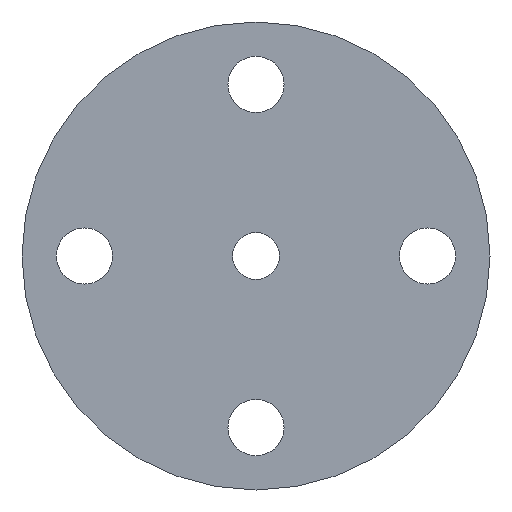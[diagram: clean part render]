
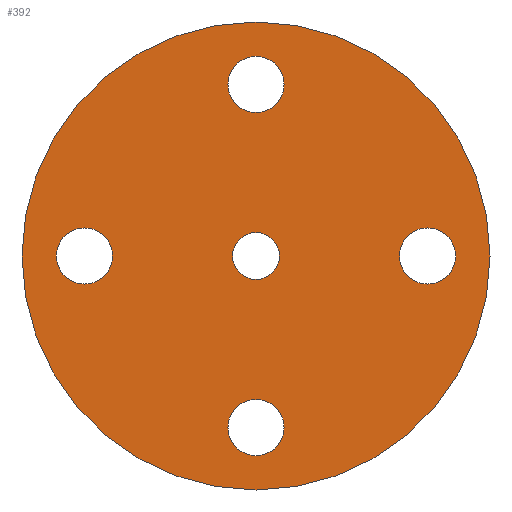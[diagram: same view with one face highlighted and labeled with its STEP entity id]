
A CAD part, front view. The second image highlights one B-rep face of the part: STEP entity #392.
In plain terms, the highlighted planar face has unit normal (0, -1, 0).
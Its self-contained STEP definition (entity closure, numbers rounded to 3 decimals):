
#6 = CARTESIAN_POINT ( 'NONE',  ( 0., 0., -55. ) ) ;
#17 = ORIENTED_EDGE ( 'NONE', *, *, #590, .T. ) ;
#33 = DIRECTION ( 'NONE',  ( 0., 1., 0. ) ) ;
#38 = ORIENTED_EDGE ( 'NONE', *, *, #640, .T. ) ;
#39 = EDGE_CURVE ( 'NONE', #485, #76, #416, .T. ) ;
#47 = CARTESIAN_POINT ( 'NONE',  ( 0., 0., -46. ) ) ;
#54 = DIRECTION ( 'NONE',  ( 0., -1., 0. ) ) ;
#60 = DIRECTION ( 'NONE',  ( 0., 1., 0. ) ) ;
#63 = CARTESIAN_POINT ( 'NONE',  ( 0., 0., 0. ) ) ;
#66 = DIRECTION ( 'NONE',  ( 0., 0., -1. ) ) ;
#71 = VERTEX_POINT ( 'NONE', #47 ) ;
#76 = VERTEX_POINT ( 'NONE', #215 ) ;
#77 = AXIS2_PLACEMENT_3D ( 'NONE', #382, #562, #217 ) ;
#93 = AXIS2_PLACEMENT_3D ( 'NONE', #411, #595, #403 ) ;
#97 = DIRECTION ( 'NONE',  ( 0., 0., 1. ) ) ;
#98 = DIRECTION ( 'NONE',  ( 0., 1., 0. ) ) ;
#101 = AXIS2_PLACEMENT_3D ( 'NONE', #6, #667, #317 ) ;
#102 = AXIS2_PLACEMENT_3D ( 'NONE', #371, #700, #705 ) ;
#126 = FACE_BOUND ( 'NONE', #604, .T. ) ;
#134 = AXIS2_PLACEMENT_3D ( 'NONE', #674, #179, #570 ) ;
#141 = VERTEX_POINT ( 'NONE', #363 ) ;
#143 = DIRECTION ( 'NONE',  ( 0., 0., 1. ) ) ;
#145 = AXIS2_PLACEMENT_3D ( 'NONE', #436, #54, #374 ) ;
#146 = CIRCLE ( 'NONE', #145, 7.5 ) ;
#153 = CARTESIAN_POINT ( 'NONE',  ( 55., 0., -9. ) ) ;
#161 = CARTESIAN_POINT ( 'NONE',  ( 0., 0., 75. ) ) ;
#175 = EDGE_CURVE ( 'NONE', #71, #457, #177, .T. ) ;
#177 = CIRCLE ( 'NONE', #101, 9. ) ;
#179 = DIRECTION ( 'NONE',  ( 0., 1., 0. ) ) ;
#187 = EDGE_LOOP ( 'NONE', ( #636, #401 ) ) ;
#189 = ORIENTED_EDGE ( 'NONE', *, *, #213, .T. ) ;
#191 = CIRCLE ( 'NONE', #275, 9. ) ;
#193 = FACE_BOUND ( 'NONE', #690, .T. ) ;
#200 = EDGE_CURVE ( 'NONE', #76, #485, #499, .T. ) ;
#208 = EDGE_CURVE ( 'NONE', #141, #675, #146, .T. ) ;
#213 = EDGE_CURVE ( 'NONE', #410, #250, #643, .T. ) ;
#215 = CARTESIAN_POINT ( 'NONE',  ( 0., 0., 46. ) ) ;
#217 = DIRECTION ( 'NONE',  ( 0., 0., -1. ) ) ;
#220 = DIRECTION ( 'NONE',  ( 0., 0., 1. ) ) ;
#229 = FACE_BOUND ( 'NONE', #187, .T. ) ;
#238 = ORIENTED_EDGE ( 'NONE', *, *, #326, .T. ) ;
#248 = DIRECTION ( 'NONE',  ( 0., 1., 0. ) ) ;
#250 = VERTEX_POINT ( 'NONE', #267 ) ;
#252 = VERTEX_POINT ( 'NONE', #558 ) ;
#253 = EDGE_CURVE ( 'NONE', #377, #290, #543, .T. ) ;
#267 = CARTESIAN_POINT ( 'NONE',  ( -55., 0., -9. ) ) ;
#273 = DIRECTION ( 'NONE',  ( 0., -1., 0. ) ) ;
#275 = AXIS2_PLACEMENT_3D ( 'NONE', #635, #98, #143 ) ;
#277 = CARTESIAN_POINT ( 'NONE',  ( -55., 0., 9. ) ) ;
#278 = DIRECTION ( 'NONE',  ( 0., 0., 1. ) ) ;
#290 = VERTEX_POINT ( 'NONE', #161 ) ;
#306 = DIRECTION ( 'NONE',  ( 0., 0., 1. ) ) ;
#317 = DIRECTION ( 'NONE',  ( 0., 0., 1. ) ) ;
#321 = CIRCLE ( 'NONE', #427, 75. ) ;
#326 = EDGE_CURVE ( 'NONE', #457, #71, #439, .T. ) ;
#328 = AXIS2_PLACEMENT_3D ( 'NONE', #548, #488, #97 ) ;
#330 = CARTESIAN_POINT ( 'NONE',  ( 0., 0., 55. ) ) ;
#348 = ORIENTED_EDGE ( 'NONE', *, *, #253, .T. ) ;
#350 = CARTESIAN_POINT ( 'NONE',  ( 0., 0., -55. ) ) ;
#363 = CARTESIAN_POINT ( 'NONE',  ( 0., 0., 7.5 ) ) ;
#371 = CARTESIAN_POINT ( 'NONE',  ( 55., 0., 0. ) ) ;
#374 = DIRECTION ( 'NONE',  ( 0., 0., -1. ) ) ;
#377 = VERTEX_POINT ( 'NONE', #622 ) ;
#382 = CARTESIAN_POINT ( 'NONE',  ( 0., 0., 0. ) ) ;
#391 = DIRECTION ( 'NONE',  ( 0., 0., 1. ) ) ;
#392 = ADVANCED_FACE ( 'NONE', ( #686, #193, #229, #126, #405, #451 ), #637, .F. ) ;
#398 = EDGE_LOOP ( 'NONE', ( #348, #17 ) ) ;
#401 = ORIENTED_EDGE ( 'NONE', *, *, #669, .T. ) ;
#402 = CIRCLE ( 'NONE', #102, 9. ) ;
#403 = DIRECTION ( 'NONE',  ( 0., 0., -1. ) ) ;
#405 = FACE_BOUND ( 'NONE', #642, .T. ) ;
#410 = VERTEX_POINT ( 'NONE', #277 ) ;
#411 = CARTESIAN_POINT ( 'NONE',  ( 0., 0., 0. ) ) ;
#416 = CIRCLE ( 'NONE', #328, 9. ) ;
#419 = ORIENTED_EDGE ( 'NONE', *, *, #39, .T. ) ;
#425 = CARTESIAN_POINT ( 'NONE',  ( 0., 0., 64. ) ) ;
#427 = AXIS2_PLACEMENT_3D ( 'NONE', #63, #273, #66 ) ;
#436 = CARTESIAN_POINT ( 'NONE',  ( 0., 0., 0. ) ) ;
#439 = CIRCLE ( 'NONE', #633, 9. ) ;
#447 = CARTESIAN_POINT ( 'NONE',  ( -55., 0., 0. ) ) ;
#451 = FACE_OUTER_BOUND ( 'NONE', #398, .T. ) ;
#454 = ORIENTED_EDGE ( 'NONE', *, *, #208, .F. ) ;
#457 = VERTEX_POINT ( 'NONE', #496 ) ;
#464 = ORIENTED_EDGE ( 'NONE', *, *, #646, .F. ) ;
#474 = CARTESIAN_POINT ( 'NONE',  ( 0., 0., -7.5 ) ) ;
#484 = CIRCLE ( 'NONE', #494, 9. ) ;
#485 = VERTEX_POINT ( 'NONE', #425 ) ;
#488 = DIRECTION ( 'NONE',  ( 0., 1., 0. ) ) ;
#494 = AXIS2_PLACEMENT_3D ( 'NONE', #688, #33, #306 ) ;
#496 = CARTESIAN_POINT ( 'NONE',  ( 0., 0., -64. ) ) ;
#499 = CIRCLE ( 'NONE', #529, 9. ) ;
#505 = DIRECTION ( 'NONE',  ( 0., 1., 0. ) ) ;
#512 = EDGE_CURVE ( 'NONE', #252, #522, #402, .T. ) ;
#522 = VERTEX_POINT ( 'NONE', #153 ) ;
#529 = AXIS2_PLACEMENT_3D ( 'NONE', #330, #60, #278 ) ;
#543 = CIRCLE ( 'NONE', #77, 75. ) ;
#548 = CARTESIAN_POINT ( 'NONE',  ( 0., 0., 55. ) ) ;
#558 = CARTESIAN_POINT ( 'NONE',  ( 55., 0., 9. ) ) ;
#562 = DIRECTION ( 'NONE',  ( 0., -1., 0. ) ) ;
#570 = DIRECTION ( 'NONE',  ( 0., 0., 1. ) ) ;
#583 = ORIENTED_EDGE ( 'NONE', *, *, #200, .T. ) ;
#590 = EDGE_CURVE ( 'NONE', #290, #377, #321, .T. ) ;
#595 = DIRECTION ( 'NONE',  ( 0., -1., 0. ) ) ;
#604 = EDGE_LOOP ( 'NONE', ( #683, #238 ) ) ;
#613 = AXIS2_PLACEMENT_3D ( 'NONE', #447, #505, #220 ) ;
#621 = CIRCLE ( 'NONE', #93, 7.5 ) ;
#622 = CARTESIAN_POINT ( 'NONE',  ( 0., 0., -75. ) ) ;
#624 = EDGE_LOOP ( 'NONE', ( #189, #38 ) ) ;
#633 = AXIS2_PLACEMENT_3D ( 'NONE', #350, #248, #391 ) ;
#635 = CARTESIAN_POINT ( 'NONE',  ( 55., 0., 0. ) ) ;
#636 = ORIENTED_EDGE ( 'NONE', *, *, #512, .T. ) ;
#637 = PLANE ( 'NONE',  #134 ) ;
#640 = EDGE_CURVE ( 'NONE', #250, #410, #484, .T. ) ;
#642 = EDGE_LOOP ( 'NONE', ( #464, #454 ) ) ;
#643 = CIRCLE ( 'NONE', #613, 9. ) ;
#646 = EDGE_CURVE ( 'NONE', #675, #141, #621, .T. ) ;
#667 = DIRECTION ( 'NONE',  ( 0., 1., 0. ) ) ;
#669 = EDGE_CURVE ( 'NONE', #522, #252, #191, .T. ) ;
#674 = CARTESIAN_POINT ( 'NONE',  ( -7.5, 0., 0. ) ) ;
#675 = VERTEX_POINT ( 'NONE', #474 ) ;
#683 = ORIENTED_EDGE ( 'NONE', *, *, #175, .T. ) ;
#686 = FACE_BOUND ( 'NONE', #624, .T. ) ;
#688 = CARTESIAN_POINT ( 'NONE',  ( -55., 0., 0. ) ) ;
#690 = EDGE_LOOP ( 'NONE', ( #419, #583 ) ) ;
#700 = DIRECTION ( 'NONE',  ( 0., 1., 0. ) ) ;
#705 = DIRECTION ( 'NONE',  ( 0., 0., 1. ) ) ;
